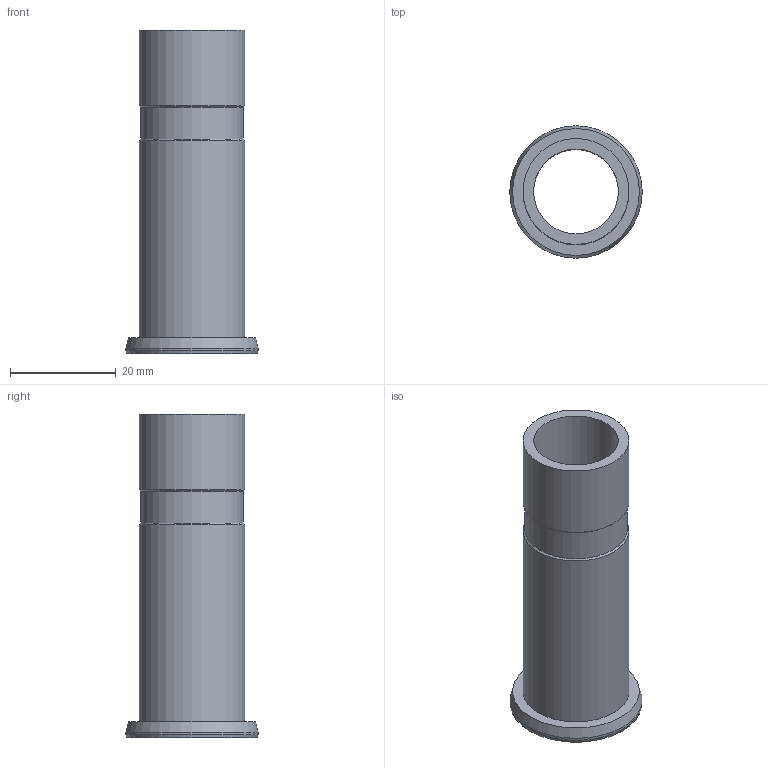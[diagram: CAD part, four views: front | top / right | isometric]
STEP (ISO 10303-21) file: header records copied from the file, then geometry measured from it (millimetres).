
FILE_DESCRIPTION((''),'1');
FILE_NAME('OCA20.stp','2015-02-17T02:21:12',(''),(''),'Spatial Interop R21 SP3','Kubotek KeyCreator 2011 V10.0.2 (22737)',' ');
FILE_SCHEMA(('automotive_design'));
Length unit declared in the file: millimetre
Products named in the file (1): Unnamed[1]
Bounding box: 25 x 25 x 61 mm (x, y, z)
Volume: 7268 mm3; surface area: 7480.8 mm2
Topology: 1 solids, 1 shells, 12 faces, 21 edges, 12 vertices
Faces by surface type: cylinder 5, cone 4, plane 3
Full cylindrical faces by diameter (mm): 16 x1, 19.4 x1, 20 x2, 25 x1
Entity records: 480 total; most frequent: DIRECTION 50, PRESENTATION_STYLE_ASSIGNMENT 38, COLOUR_RGB 38, CARTESIAN_POINT 37, STYLED_ITEM 25, AXIS2_PLACEMENT_3D 25, CURVE_STYLE 25, DRAUGHTING_PRE_DEFINED_CURVE_FONT 25
